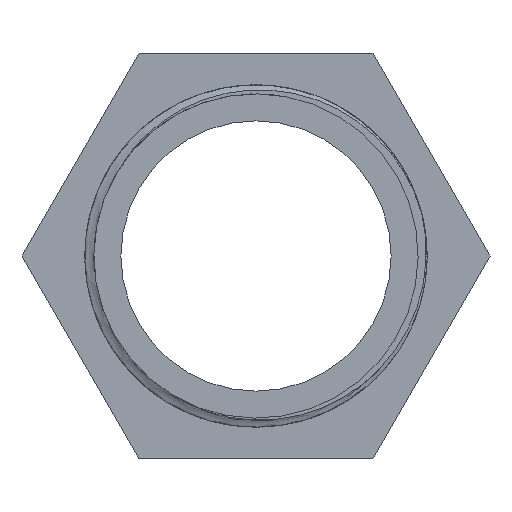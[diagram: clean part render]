
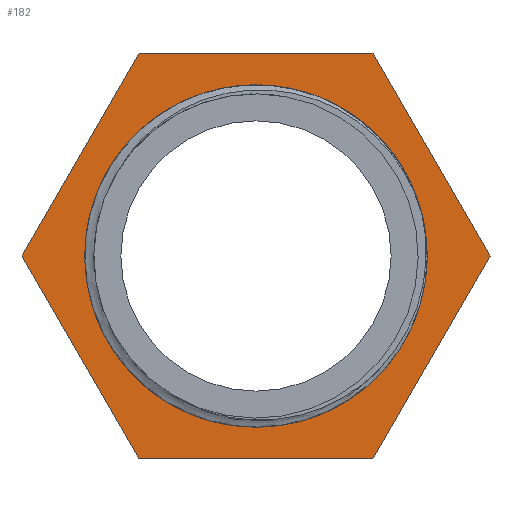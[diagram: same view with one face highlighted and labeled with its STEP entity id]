
A CAD part, left-side view. The second image highlights one B-rep face of the part: STEP entity #182.
In plain terms, the highlighted planar face has unit normal (-1, 0, 0).
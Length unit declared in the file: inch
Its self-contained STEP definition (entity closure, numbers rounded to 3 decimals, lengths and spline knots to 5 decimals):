
#74=CARTESIAN_POINT('',(-0.125,0.,0.));
#75=DIRECTION('',(1.0,0.0,0.0));
#76=DIRECTION('',(0.0,0.0,-1.0));
#77=AXIS2_PLACEMENT_3D('',#74,#75,#76);
#78=PLANE('',#77);
#79=CARTESIAN_POINT('',(-0.125,-0.8119,0.));
#80=VERTEX_POINT('',#79);
#81=CARTESIAN_POINT('',(-0.125,-0.40595,0.70313));
#82=VERTEX_POINT('',#81);
#83=CARTESIAN_POINT('',(-0.125,-0.8119,0.));
#84=DIRECTION('',(0.0,0.5,0.866));
#85=VECTOR('',#84,0.8119);
#86=LINE('',#83,#85);
#87=EDGE_CURVE('',#80,#82,#86,.T.);
#88=ORIENTED_EDGE('',*,*,#87,.T.);
#89=CARTESIAN_POINT('',(-0.125,0.40595,0.70313));
#90=VERTEX_POINT('',#89);
#91=CARTESIAN_POINT('',(-0.125,-0.40595,0.70313));
#92=DIRECTION('',(0.0,1.0,0.0));
#93=VECTOR('',#92,0.8119);
#94=LINE('',#91,#93);
#95=EDGE_CURVE('',#82,#90,#94,.T.);
#96=ORIENTED_EDGE('',*,*,#95,.T.);
#97=CARTESIAN_POINT('',(-0.125,0.8119,0.));
#98=VERTEX_POINT('',#97);
#99=CARTESIAN_POINT('',(-0.125,0.40595,0.70313));
#100=DIRECTION('',(0.0,0.5,-0.866));
#101=VECTOR('',#100,0.8119);
#102=LINE('',#99,#101);
#103=EDGE_CURVE('',#90,#98,#102,.T.);
#104=ORIENTED_EDGE('',*,*,#103,.T.);
#105=CARTESIAN_POINT('',(-0.125,0.40595,-0.70313));
#106=VERTEX_POINT('',#105);
#107=CARTESIAN_POINT('',(-0.125,0.8119,0.));
#108=DIRECTION('',(0.0,-0.5,-0.866));
#109=VECTOR('',#108,0.8119);
#110=LINE('',#107,#109);
#111=EDGE_CURVE('',#98,#106,#110,.T.);
#112=ORIENTED_EDGE('',*,*,#111,.T.);
#113=CARTESIAN_POINT('',(-0.125,-0.40595,-0.70313));
#114=VERTEX_POINT('',#113);
#115=CARTESIAN_POINT('',(-0.125,0.40595,-0.70313));
#116=DIRECTION('',(0.0,-1.0,0.0));
#117=VECTOR('',#116,0.8119);
#118=LINE('',#115,#117);
#119=EDGE_CURVE('',#106,#114,#118,.T.);
#120=ORIENTED_EDGE('',*,*,#119,.T.);
#121=CARTESIAN_POINT('',(-0.125,-0.40595,-0.70313));
#122=DIRECTION('',(0.0,-0.5,0.866));
#123=VECTOR('',#122,0.8119);
#124=LINE('',#121,#123);
#125=EDGE_CURVE('',#114,#80,#124,.T.);
#126=ORIENTED_EDGE('',*,*,#125,.T.);
#127=EDGE_LOOP('',(#88,#96,#104,#112,#120,#126));
#128=FACE_OUTER_BOUND('',#127,.T.);
#129=CARTESIAN_POINT('',(-0.125,0.2866,-0.48401));
#130=VERTEX_POINT('',#129);
#131=CARTESIAN_POINT('',(-0.125,-0.57518,0.14735));
#132=VERTEX_POINT('',#131);
#133=CARTESIAN_POINT('',(-0.125,0.2866,-0.48401));
#134=CARTESIAN_POINT('',(-0.125,0.20689,-0.53379));
#135=CARTESIAN_POINT('',(-0.125,0.11451,-0.56311));
#136=CARTESIAN_POINT('',(-0.125,0.02104,-0.56876));
#137=CARTESIAN_POINT('',(-0.125,-0.07372,-0.57449));
#138=CARTESIAN_POINT('',(-0.125,-0.17005,-0.55592));
#139=CARTESIAN_POINT('',(-0.125,-0.25596,-0.51573));
#140=CARTESIAN_POINT('',(-0.125,-0.34283,-0.47508));
#141=CARTESIAN_POINT('',(-0.125,-0.41949,-0.41212));
#142=CARTESIAN_POINT('',(-0.125,-0.47649,-0.33479));
#143=CARTESIAN_POINT('',(-0.125,-0.5341,-0.25665));
#144=CARTESIAN_POINT('',(-0.125,-0.57175,-0.16388));
#145=CARTESIAN_POINT('',(-0.125,-0.58507,-0.06748));
#146=CARTESIAN_POINT('',(-0.125,-0.59496,0.00406));
#147=CARTESIAN_POINT('',(-0.125,-0.59148,0.07689));
#148=CARTESIAN_POINT('',(-0.125,-0.57516,0.14736));
#149=B_SPLINE_CURVE_WITH_KNOTS('',3,(#133,#134,#135,#136,#137,#138,#139,#140,#141,#142,#143,#144,#145,#146,#147,#148),.UNSPECIFIED.,.F.,.U.,(4,3,3,3,3,4),(-3.47239,-2.75558,-2.02882,-1.29387,-0.55117,0.0),.UNSPECIFIED.);
#150=EDGE_CURVE('',#130,#132,#149,.T.);
#151=ORIENTED_EDGE('',*,*,#150,.F.);
#152=CARTESIAN_POINT('',(-0.125,0.48401,0.2866));
#153=VERTEX_POINT('',#152);
#154=CARTESIAN_POINT('',(-0.125,0.0,0.0));
#155=DIRECTION('',(-1.0,0.0,0.0));
#156=DIRECTION('',(0.0,1.0,0.0));
#157=AXIS2_PLACEMENT_3D('',#154,#155,#156);
#158=CIRCLE('',#157,0.5625);
#159=EDGE_CURVE('',#153,#130,#158,.T.);
#160=ORIENTED_EDGE('',*,*,#159,.F.);
#161=CARTESIAN_POINT('',(-0.125,-0.57518,0.14735));
#162=CARTESIAN_POINT('',(-0.125,-0.54872,0.24179));
#163=CARTESIAN_POINT('',(-0.125,-0.49836,0.3295));
#164=CARTESIAN_POINT('',(-0.125,-0.43028,0.39958));
#165=CARTESIAN_POINT('',(-0.125,-0.36279,0.46905));
#166=CARTESIAN_POINT('',(-0.125,-0.27757,0.5215));
#167=CARTESIAN_POINT('',(-0.125,-0.18523,0.55026));
#168=CARTESIAN_POINT('',(-0.125,-0.09392,0.57869));
#169=CARTESIAN_POINT('',(-0.125,0.00484,0.58409));
#170=CARTESIAN_POINT('',(-0.125,0.09876,0.56544));
#171=CARTESIAN_POINT('',(-0.125,0.19158,0.547));
#172=CARTESIAN_POINT('',(-0.125,0.27971,0.50518));
#173=CARTESIAN_POINT('',(-0.125,0.3526,0.44454));
#174=CARTESIAN_POINT('',(-0.125,0.40565,0.4004));
#175=CARTESIAN_POINT('',(-0.125,0.45016,0.34681));
#176=CARTESIAN_POINT('',(-0.125,0.48401,0.28658));
#177=B_SPLINE_CURVE_WITH_KNOTS('',3,(#161,#162,#163,#164,#165,#166,#167,#168,#169,#170,#171,#172,#173,#174,#175,#176),.UNSPECIFIED.,.F.,.U.,(4,3,3,3,3,4),(-3.46842,-2.72184,-1.98172,-1.24979,-0.52648,0.0),.UNSPECIFIED.);
#178=EDGE_CURVE('',#132,#153,#177,.T.);
#179=ORIENTED_EDGE('',*,*,#178,.F.);
#180=EDGE_LOOP('',(#151,#160,#179));
#181=FACE_BOUND('',#180,.T.);
#182=ADVANCED_FACE('',(#128,#181),#78,.F.);
